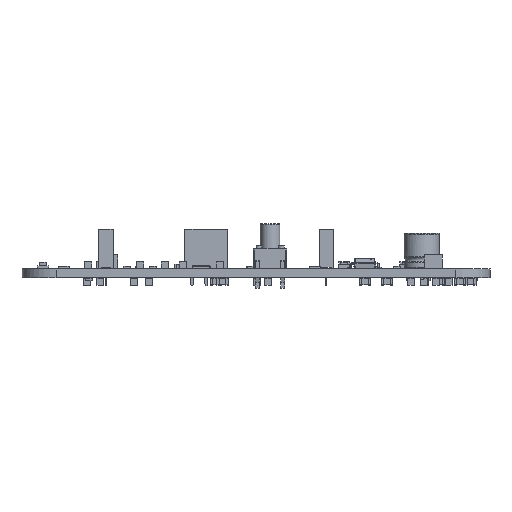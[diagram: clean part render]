
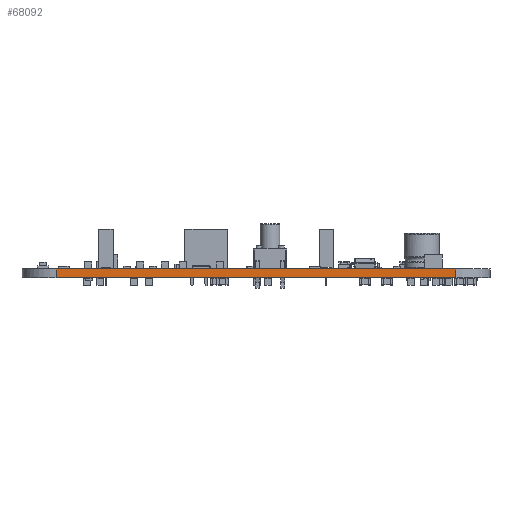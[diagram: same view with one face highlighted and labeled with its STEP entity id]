
A CAD part, left-side view. The second image highlights one B-rep face of the part: STEP entity #68092.
In plain terms, the highlighted planar face has unit normal (-1, 0, 0).
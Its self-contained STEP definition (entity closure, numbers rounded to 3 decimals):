
#63149 = CYLINDRICAL_SURFACE('',#63150,6.096);
#63150 = AXIS2_PLACEMENT_3D('',#63151,#63152,#63153);
#63151 = CARTESIAN_POINT('',(173.228,-98.552,0.));
#63152 = DIRECTION('',(0.,0.,-1.));
#63153 = DIRECTION('',(1.,0.,0.));
#63177 = PLANE('',#63178);
#63178 = AXIS2_PLACEMENT_3D('',#63179,#63180,#63181);
#63179 = CARTESIAN_POINT('',(215.772,-62.866,1.6));
#63180 = DIRECTION('',(0.,0.,1.));
#63181 = DIRECTION('',(1.,0.,0.));
#63231 = PLANE('',#63232);
#63232 = AXIS2_PLACEMENT_3D('',#63233,#63234,#63235);
#63233 = CARTESIAN_POINT('',(215.772,-62.866,0.));
#63234 = DIRECTION('',(0.,0.,1.));
#63235 = DIRECTION('',(1.,0.,0.));
#63246 = EDGE_CURVE('',#63247,#63249,#63251,.T.);
#63247 = VERTEX_POINT('',#63248);
#63248 = CARTESIAN_POINT('',(167.132,-98.552,0.));
#63249 = VERTEX_POINT('',#63250);
#63250 = CARTESIAN_POINT('',(167.132,-98.552,1.6));
#63251 = SURFACE_CURVE('',#63252,(#63256,#63263),.PCURVE_S1.);
#63252 = LINE('',#63253,#63254);
#63253 = CARTESIAN_POINT('',(167.132,-98.552,0.));
#63254 = VECTOR('',#63255,1.);
#63255 = DIRECTION('',(0.,0.,1.));
#63256 = PCURVE('',#63149,#63257);
#63257 = DEFINITIONAL_REPRESENTATION('',(#63258),#63262);
#63258 = LINE('',#63259,#63260);
#63259 = CARTESIAN_POINT('',(-3.142,0.));
#63260 = VECTOR('',#63261,1.);
#63261 = DIRECTION('',(0.,-1.));
#63262 = ( GEOMETRIC_REPRESENTATION_CONTEXT(2) 
PARAMETRIC_REPRESENTATION_CONTEXT() REPRESENTATION_CONTEXT('2D SPACE',''
  ) );
#63263 = PCURVE('',#63264,#63269);
#63264 = PLANE('',#63265);
#63265 = AXIS2_PLACEMENT_3D('',#63266,#63267,#63268);
#63266 = CARTESIAN_POINT('',(167.132,-27.178,0.));
#63267 = DIRECTION('',(1.,0.,0.));
#63268 = DIRECTION('',(0.,-1.,0.));
#63269 = DEFINITIONAL_REPRESENTATION('',(#63270),#63274);
#63270 = LINE('',#63271,#63272);
#63271 = CARTESIAN_POINT('',(71.374,0.));
#63272 = VECTOR('',#63273,1.);
#63273 = DIRECTION('',(0.,-1.));
#63274 = ( GEOMETRIC_REPRESENTATION_CONTEXT(2) 
PARAMETRIC_REPRESENTATION_CONTEXT() REPRESENTATION_CONTEXT('2D SPACE',''
  ) );
#63576 = VERTEX_POINT('',#63577);
#63577 = CARTESIAN_POINT('',(167.132,-27.178,0.));
#63592 = CYLINDRICAL_SURFACE('',#63593,6.096);
#63593 = AXIS2_PLACEMENT_3D('',#63594,#63595,#63596);
#63594 = CARTESIAN_POINT('',(173.228,-27.178,0.));
#63595 = DIRECTION('',(0.,0.,-1.));
#63596 = DIRECTION('',(1.,0.,0.));
#63604 = EDGE_CURVE('',#63576,#63247,#63605,.T.);
#63605 = SURFACE_CURVE('',#63606,(#63610,#63617),.PCURVE_S1.);
#63606 = LINE('',#63607,#63608);
#63607 = CARTESIAN_POINT('',(167.132,-27.178,0.));
#63608 = VECTOR('',#63609,1.);
#63609 = DIRECTION('',(0.,-1.,0.));
#63610 = PCURVE('',#63231,#63611);
#63611 = DEFINITIONAL_REPRESENTATION('',(#63612),#63616);
#63612 = LINE('',#63613,#63614);
#63613 = CARTESIAN_POINT('',(-48.64,35.688));
#63614 = VECTOR('',#63615,1.);
#63615 = DIRECTION('',(0.,-1.));
#63616 = ( GEOMETRIC_REPRESENTATION_CONTEXT(2) 
PARAMETRIC_REPRESENTATION_CONTEXT() REPRESENTATION_CONTEXT('2D SPACE',''
  ) );
#63617 = PCURVE('',#63264,#63618);
#63618 = DEFINITIONAL_REPRESENTATION('',(#63619),#63623);
#63619 = LINE('',#63620,#63621);
#63620 = CARTESIAN_POINT('',(0.,0.));
#63621 = VECTOR('',#63622,1.);
#63622 = DIRECTION('',(1.,0.));
#63623 = ( GEOMETRIC_REPRESENTATION_CONTEXT(2) 
PARAMETRIC_REPRESENTATION_CONTEXT() REPRESENTATION_CONTEXT('2D SPACE',''
  ) );
#66098 = VERTEX_POINT('',#66099);
#66099 = CARTESIAN_POINT('',(167.132,-27.178,1.6));
#66121 = EDGE_CURVE('',#66098,#63249,#66122,.T.);
#66122 = SURFACE_CURVE('',#66123,(#66127,#66134),.PCURVE_S1.);
#66123 = LINE('',#66124,#66125);
#66124 = CARTESIAN_POINT('',(167.132,-27.178,1.6));
#66125 = VECTOR('',#66126,1.);
#66126 = DIRECTION('',(0.,-1.,0.));
#66127 = PCURVE('',#63177,#66128);
#66128 = DEFINITIONAL_REPRESENTATION('',(#66129),#66133);
#66129 = LINE('',#66130,#66131);
#66130 = CARTESIAN_POINT('',(-48.64,35.688));
#66131 = VECTOR('',#66132,1.);
#66132 = DIRECTION('',(0.,-1.));
#66133 = ( GEOMETRIC_REPRESENTATION_CONTEXT(2) 
PARAMETRIC_REPRESENTATION_CONTEXT() REPRESENTATION_CONTEXT('2D SPACE',''
  ) );
#66134 = PCURVE('',#63264,#66135);
#66135 = DEFINITIONAL_REPRESENTATION('',(#66136),#66140);
#66136 = LINE('',#66137,#66138);
#66137 = CARTESIAN_POINT('',(0.,-1.6));
#66138 = VECTOR('',#66139,1.);
#66139 = DIRECTION('',(1.,0.));
#66140 = ( GEOMETRIC_REPRESENTATION_CONTEXT(2) 
PARAMETRIC_REPRESENTATION_CONTEXT() REPRESENTATION_CONTEXT('2D SPACE',''
  ) );
#68092 = ADVANCED_FACE('',(#68093),#63264,.F.);
#68093 = FACE_BOUND('',#68094,.F.);
#68094 = EDGE_LOOP('',(#68095,#68116,#68117,#68118));
#68095 = ORIENTED_EDGE('',*,*,#68096,.T.);
#68096 = EDGE_CURVE('',#63576,#66098,#68097,.T.);
#68097 = SURFACE_CURVE('',#68098,(#68102,#68109),.PCURVE_S1.);
#68098 = LINE('',#68099,#68100);
#68099 = CARTESIAN_POINT('',(167.132,-27.178,0.));
#68100 = VECTOR('',#68101,1.);
#68101 = DIRECTION('',(0.,0.,1.));
#68102 = PCURVE('',#63264,#68103);
#68103 = DEFINITIONAL_REPRESENTATION('',(#68104),#68108);
#68104 = LINE('',#68105,#68106);
#68105 = CARTESIAN_POINT('',(0.,0.));
#68106 = VECTOR('',#68107,1.);
#68107 = DIRECTION('',(0.,-1.));
#68108 = ( GEOMETRIC_REPRESENTATION_CONTEXT(2) 
PARAMETRIC_REPRESENTATION_CONTEXT() REPRESENTATION_CONTEXT('2D SPACE',''
  ) );
#68109 = PCURVE('',#63592,#68110);
#68110 = DEFINITIONAL_REPRESENTATION('',(#68111),#68115);
#68111 = LINE('',#68112,#68113);
#68112 = CARTESIAN_POINT('',(-3.142,0.));
#68113 = VECTOR('',#68114,1.);
#68114 = DIRECTION('',(0.,-1.));
#68115 = ( GEOMETRIC_REPRESENTATION_CONTEXT(2) 
PARAMETRIC_REPRESENTATION_CONTEXT() REPRESENTATION_CONTEXT('2D SPACE',''
  ) );
#68116 = ORIENTED_EDGE('',*,*,#66121,.T.);
#68117 = ORIENTED_EDGE('',*,*,#63246,.F.);
#68118 = ORIENTED_EDGE('',*,*,#63604,.F.);
